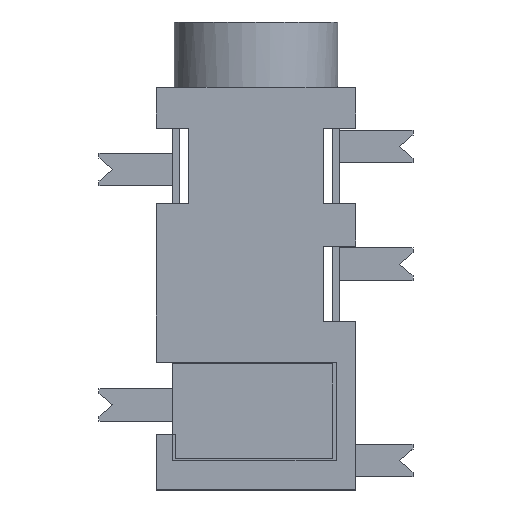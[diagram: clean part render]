
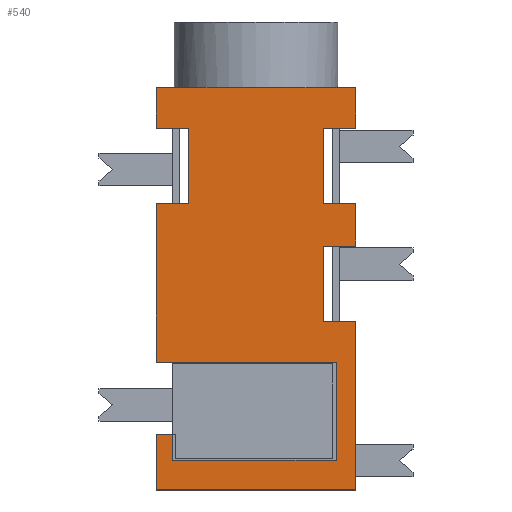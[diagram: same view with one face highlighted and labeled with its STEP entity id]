
A CAD part, top view. The second image highlights one B-rep face of the part: STEP entity #540.
In plain terms, the highlighted planar face has unit normal (0, 0, 1).
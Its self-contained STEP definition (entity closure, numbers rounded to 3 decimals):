
#77 = VERTEX_POINT('',#78);
#78 = CARTESIAN_POINT('',(-1.187,0.,4.5));
#112 = VERTEX_POINT('',#113);
#113 = CARTESIAN_POINT('',(1.187,0.,4.5));
#170 = EDGE_CURVE('',#171,#77,#173,.T.);
#171 = VERTEX_POINT('',#172);
#172 = CARTESIAN_POINT('',(-3.05,0.,4.5));
#173 = LINE('',#174,#175);
#174 = CARTESIAN_POINT('',(-3.05,0.,4.5));
#175 = VECTOR('',#176,1.);
#176 = DIRECTION('',(1.,0.,0.));
#193 = EDGE_CURVE('',#77,#112,#194,.T.);
#194 = LINE('',#195,#196);
#195 = CARTESIAN_POINT('',(-3.05,0.,4.5));
#196 = VECTOR('',#197,1.);
#197 = DIRECTION('',(1.,0.,0.));
#216 = VERTEX_POINT('',#217);
#217 = CARTESIAN_POINT('',(3.05,0.,4.5));
#223 = EDGE_CURVE('',#112,#216,#224,.T.);
#224 = LINE('',#225,#226);
#225 = CARTESIAN_POINT('',(-3.05,0.,4.5));
#226 = VECTOR('',#227,1.);
#227 = DIRECTION('',(1.,0.,0.));
#523 = VERTEX_POINT('',#524);
#524 = CARTESIAN_POINT('',(-3.05,-1.25,4.5));
#530 = EDGE_CURVE('',#171,#523,#531,.T.);
#531 = LINE('',#532,#533);
#532 = CARTESIAN_POINT('',(-3.05,0.,4.5));
#533 = VECTOR('',#534,1.);
#534 = DIRECTION('',(0.,-1.,0.));
#540 = ADVANCED_FACE('',(#541),#705,.T.);
#541 = FACE_BOUND('',#542,.T.);
#542 = EDGE_LOOP('',(#543,#544,#545,#553,#561,#569,#577,#585,#593,#601,
    #609,#617,#625,#633,#641,#649,#657,#665,#673,#681,#689,#697,#703,
    #704));
#543 = ORIENTED_EDGE('',*,*,#170,.F.);
#544 = ORIENTED_EDGE('',*,*,#530,.T.);
#545 = ORIENTED_EDGE('',*,*,#546,.F.);
#546 = EDGE_CURVE('',#547,#523,#549,.T.);
#547 = VERTEX_POINT('',#548);
#548 = CARTESIAN_POINT('',(-2.05,-1.25,4.5));
#549 = LINE('',#550,#551);
#550 = CARTESIAN_POINT('',(-3.05,-1.25,4.5));
#551 = VECTOR('',#552,1.);
#552 = DIRECTION('',(-1.,0.,0.));
#553 = ORIENTED_EDGE('',*,*,#554,.F.);
#554 = EDGE_CURVE('',#555,#547,#557,.T.);
#555 = VERTEX_POINT('',#556);
#556 = CARTESIAN_POINT('',(-2.05,-3.55,4.5));
#557 = LINE('',#558,#559);
#558 = CARTESIAN_POINT('',(-2.05,-0.625,4.5));
#559 = VECTOR('',#560,1.);
#560 = DIRECTION('',(0.,1.,0.));
#561 = ORIENTED_EDGE('',*,*,#562,.F.);
#562 = EDGE_CURVE('',#563,#555,#565,.T.);
#563 = VERTEX_POINT('',#564);
#564 = CARTESIAN_POINT('',(-3.05,-3.55,4.5));
#565 = LINE('',#566,#567);
#566 = CARTESIAN_POINT('',(-2.55,-3.55,4.5));
#567 = VECTOR('',#568,1.);
#568 = DIRECTION('',(1.,0.,0.));
#569 = ORIENTED_EDGE('',*,*,#570,.T.);
#570 = EDGE_CURVE('',#563,#571,#573,.T.);
#571 = VERTEX_POINT('',#572);
#572 = CARTESIAN_POINT('',(-3.05,-8.4,4.5));
#573 = LINE('',#574,#575);
#574 = CARTESIAN_POINT('',(-3.05,0.,4.5));
#575 = VECTOR('',#576,1.);
#576 = DIRECTION('',(0.,-1.,0.));
#577 = ORIENTED_EDGE('',*,*,#578,.T.);
#578 = EDGE_CURVE('',#571,#579,#581,.T.);
#579 = VERTEX_POINT('',#580);
#580 = CARTESIAN_POINT('',(2.45,-8.4,4.5));
#581 = LINE('',#582,#583);
#582 = CARTESIAN_POINT('',(-2.8,-8.4,4.5));
#583 = VECTOR('',#584,1.);
#584 = DIRECTION('',(1.,0.,0.));
#585 = ORIENTED_EDGE('',*,*,#586,.F.);
#586 = EDGE_CURVE('',#587,#579,#589,.T.);
#587 = VERTEX_POINT('',#588);
#588 = CARTESIAN_POINT('',(2.45,-11.4,4.5));
#589 = LINE('',#590,#591);
#590 = CARTESIAN_POINT('',(2.45,-11.4,4.5));
#591 = VECTOR('',#592,1.);
#592 = DIRECTION('',(0.,1.,0.));
#593 = ORIENTED_EDGE('',*,*,#594,.F.);
#594 = EDGE_CURVE('',#595,#587,#597,.T.);
#595 = VERTEX_POINT('',#596);
#596 = CARTESIAN_POINT('',(-2.55,-11.4,4.5));
#597 = LINE('',#598,#599);
#598 = CARTESIAN_POINT('',(-2.55,-11.4,4.5));
#599 = VECTOR('',#600,1.);
#600 = DIRECTION('',(1.,0.,0.));
#601 = ORIENTED_EDGE('',*,*,#602,.F.);
#602 = EDGE_CURVE('',#603,#595,#605,.T.);
#603 = VERTEX_POINT('',#604);
#604 = CARTESIAN_POINT('',(-2.55,-10.6,4.5));
#605 = LINE('',#606,#607);
#606 = CARTESIAN_POINT('',(-2.55,-10.6,4.5));
#607 = VECTOR('',#608,1.);
#608 = DIRECTION('',(0.,-1.,0.));
#609 = ORIENTED_EDGE('',*,*,#610,.T.);
#610 = EDGE_CURVE('',#603,#611,#613,.T.);
#611 = VERTEX_POINT('',#612);
#612 = CARTESIAN_POINT('',(-3.05,-10.6,4.5));
#613 = LINE('',#614,#615);
#614 = CARTESIAN_POINT('',(-3.05,-10.6,4.5));
#615 = VECTOR('',#616,1.);
#616 = DIRECTION('',(-1.,0.,0.));
#617 = ORIENTED_EDGE('',*,*,#618,.T.);
#618 = EDGE_CURVE('',#611,#619,#621,.T.);
#619 = VERTEX_POINT('',#620);
#620 = CARTESIAN_POINT('',(-3.05,-12.3,4.5));
#621 = LINE('',#622,#623);
#622 = CARTESIAN_POINT('',(-3.05,0.,4.5));
#623 = VECTOR('',#624,1.);
#624 = DIRECTION('',(0.,-1.,0.));
#625 = ORIENTED_EDGE('',*,*,#626,.T.);
#626 = EDGE_CURVE('',#619,#627,#629,.T.);
#627 = VERTEX_POINT('',#628);
#628 = CARTESIAN_POINT('',(3.05,-12.3,4.5));
#629 = LINE('',#630,#631);
#630 = CARTESIAN_POINT('',(-3.05,-12.3,4.5));
#631 = VECTOR('',#632,1.);
#632 = DIRECTION('',(1.,0.,0.));
#633 = ORIENTED_EDGE('',*,*,#634,.F.);
#634 = EDGE_CURVE('',#635,#627,#637,.T.);
#635 = VERTEX_POINT('',#636);
#636 = CARTESIAN_POINT('',(3.05,-7.15,4.5));
#637 = LINE('',#638,#639);
#638 = CARTESIAN_POINT('',(3.05,0.,4.5));
#639 = VECTOR('',#640,1.);
#640 = DIRECTION('',(0.,-1.,0.));
#641 = ORIENTED_EDGE('',*,*,#642,.F.);
#642 = EDGE_CURVE('',#643,#635,#645,.T.);
#643 = VERTEX_POINT('',#644);
#644 = CARTESIAN_POINT('',(2.05,-7.15,4.5));
#645 = LINE('',#646,#647);
#646 = CARTESIAN_POINT('',(0.,-7.15,4.5));
#647 = VECTOR('',#648,1.);
#648 = DIRECTION('',(1.,0.,0.));
#649 = ORIENTED_EDGE('',*,*,#650,.T.);
#650 = EDGE_CURVE('',#643,#651,#653,.T.);
#651 = VERTEX_POINT('',#652);
#652 = CARTESIAN_POINT('',(2.05,-4.85,4.5));
#653 = LINE('',#654,#655);
#654 = CARTESIAN_POINT('',(2.05,-2.425,4.5));
#655 = VECTOR('',#656,1.);
#656 = DIRECTION('',(0.,1.,0.));
#657 = ORIENTED_EDGE('',*,*,#658,.T.);
#658 = EDGE_CURVE('',#651,#659,#661,.T.);
#659 = VERTEX_POINT('',#660);
#660 = CARTESIAN_POINT('',(3.05,-4.85,4.5));
#661 = LINE('',#662,#663);
#662 = CARTESIAN_POINT('',(0.,-4.85,4.5));
#663 = VECTOR('',#664,1.);
#664 = DIRECTION('',(1.,0.,0.));
#665 = ORIENTED_EDGE('',*,*,#666,.F.);
#666 = EDGE_CURVE('',#667,#659,#669,.T.);
#667 = VERTEX_POINT('',#668);
#668 = CARTESIAN_POINT('',(3.05,-3.55,4.5));
#669 = LINE('',#670,#671);
#670 = CARTESIAN_POINT('',(3.05,0.,4.5));
#671 = VECTOR('',#672,1.);
#672 = DIRECTION('',(0.,-1.,0.));
#673 = ORIENTED_EDGE('',*,*,#674,.F.);
#674 = EDGE_CURVE('',#675,#667,#677,.T.);
#675 = VERTEX_POINT('',#676);
#676 = CARTESIAN_POINT('',(2.05,-3.55,4.5));
#677 = LINE('',#678,#679);
#678 = CARTESIAN_POINT('',(0.,-3.55,4.5));
#679 = VECTOR('',#680,1.);
#680 = DIRECTION('',(1.,0.,0.));
#681 = ORIENTED_EDGE('',*,*,#682,.T.);
#682 = EDGE_CURVE('',#675,#683,#685,.T.);
#683 = VERTEX_POINT('',#684);
#684 = CARTESIAN_POINT('',(2.05,-1.25,4.5));
#685 = LINE('',#686,#687);
#686 = CARTESIAN_POINT('',(2.05,-0.625,4.5));
#687 = VECTOR('',#688,1.);
#688 = DIRECTION('',(0.,1.,0.));
#689 = ORIENTED_EDGE('',*,*,#690,.T.);
#690 = EDGE_CURVE('',#683,#691,#693,.T.);
#691 = VERTEX_POINT('',#692);
#692 = CARTESIAN_POINT('',(3.05,-1.25,4.5));
#693 = LINE('',#694,#695);
#694 = CARTESIAN_POINT('',(0.,-1.25,4.5));
#695 = VECTOR('',#696,1.);
#696 = DIRECTION('',(1.,0.,0.));
#697 = ORIENTED_EDGE('',*,*,#698,.F.);
#698 = EDGE_CURVE('',#216,#691,#699,.T.);
#699 = LINE('',#700,#701);
#700 = CARTESIAN_POINT('',(3.05,0.,4.5));
#701 = VECTOR('',#702,1.);
#702 = DIRECTION('',(0.,-1.,0.));
#703 = ORIENTED_EDGE('',*,*,#223,.F.);
#704 = ORIENTED_EDGE('',*,*,#193,.F.);
#705 = PLANE('',#706);
#706 = AXIS2_PLACEMENT_3D('',#707,#708,#709);
#707 = CARTESIAN_POINT('',(-3.05,0.,4.5));
#708 = DIRECTION('',(0.,0.,1.));
#709 = DIRECTION('',(1.,0.,0.));
